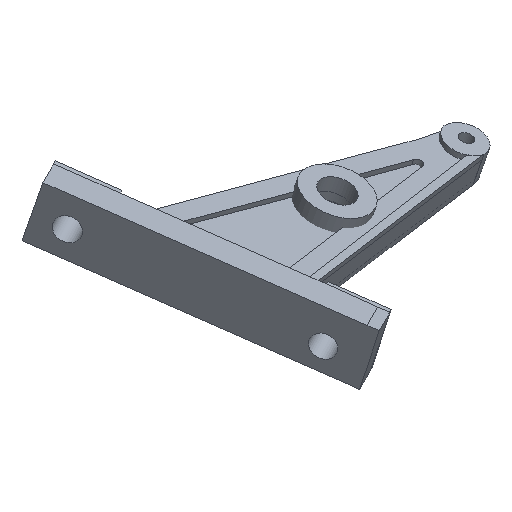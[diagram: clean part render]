
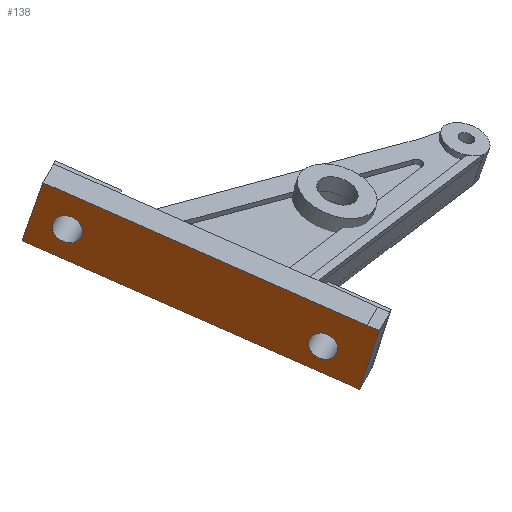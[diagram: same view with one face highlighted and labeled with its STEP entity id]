
A CAD part, front view. The second image highlights one B-rep face of the part: STEP entity #138.
In plain terms, the highlighted planar face has unit normal (-0.29, -0.808, -0.513).
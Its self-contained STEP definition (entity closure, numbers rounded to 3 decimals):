
#138=ADVANCED_FACE('',(#275,#276,#277),#278,.F.);
#275=FACE_BOUND('',#440,.T.);
#276=FACE_BOUND('',#441,.T.);
#277=FACE_OUTER_BOUND('',#442,.T.);
#278=PLANE('',#443);
#440=EDGE_LOOP('',(#888));
#441=EDGE_LOOP('',(#889));
#442=EDGE_LOOP('',(#890,#891,#892,#893,#894,#895));
#443=AXIS2_PLACEMENT_3D('',#896,#897,#898);
#888=ORIENTED_EDGE('',*,*,#1188,.T.);
#889=ORIENTED_EDGE('',*,*,#1189,.T.);
#890=ORIENTED_EDGE('',*,*,#1190,.T.);
#891=ORIENTED_EDGE('',*,*,#1191,.T.);
#892=ORIENTED_EDGE('',*,*,#1192,.F.);
#893=ORIENTED_EDGE('',*,*,#1193,.F.);
#894=ORIENTED_EDGE('',*,*,#1194,.T.);
#895=ORIENTED_EDGE('',*,*,#1195,.T.);
#896=CARTESIAN_POINT('',(-24.811,-69.143,-43.851));
#897=DIRECTION('',(0.29,0.808,0.513));
#898=DIRECTION('',(0.957,-0.245,-0.155));
#1188=EDGE_CURVE('',#1449,#1449,#1450,.T.);
#1189=EDGE_CURVE('',#1451,#1451,#1452,.T.);
#1190=EDGE_CURVE('',#1453,#1454,#1455,.T.);
#1191=EDGE_CURVE('',#1454,#1456,#1457,.T.);
#1192=EDGE_CURVE('',#1458,#1456,#1459,.T.);
#1193=EDGE_CURVE('',#1460,#1458,#1461,.T.);
#1194=EDGE_CURVE('',#1460,#1462,#1463,.T.);
#1195=EDGE_CURVE('',#1462,#1453,#1464,.T.);
#1449=VERTEX_POINT('',#1830);
#1450=ELLIPSE('',#1831,6.201,6.199);
#1451=VERTEX_POINT('',#1832);
#1452=ELLIPSE('',#1833,6.054,6.051);
#1453=VERTEX_POINT('',#1834);
#1454=VERTEX_POINT('',#1835);
#1455=LINE('',#1836,#1837);
#1456=VERTEX_POINT('',#1838);
#1457=LINE('',#1839,#1840);
#1458=VERTEX_POINT('',#1841);
#1459=LINE('',#1842,#1843);
#1460=VERTEX_POINT('',#1844);
#1461=LINE('',#1845,#1846);
#1462=VERTEX_POINT('',#1847);
#1463=LINE('',#1848,#1849);
#1464=LINE('',#1850,#1851);
#1830=CARTESIAN_POINT('',(-54.102,-68.434,-28.396));
#1831=AXIS2_PLACEMENT_3D('',#2137,#2138,#2139);
#1832=CARTESIAN_POINT('',(46.54,-75.29,-74.53));
#1833=AXIS2_PLACEMENT_3D('',#2140,#2141,#2142);
#1834=CARTESIAN_POINT('',(66.036,-83.497,-72.621));
#1835=CARTESIAN_POINT('',(61.167,-83.101,-70.49));
#1836=CARTESIAN_POINT('',(66.036,-83.497,-72.621));
#1837=VECTOR('',#2143,1.0);
#1838=CARTESIAN_POINT('',(-66.326,-72.938,-14.378));
#1839=CARTESIAN_POINT('',(61.167,-83.101,-70.49));
#1840=VECTOR('',#2144,1.0);
#1841=CARTESIAN_POINT('',(-74.578,-55.464,-37.262));
#1842=CARTESIAN_POINT('',(-74.578,-55.464,-37.262));
#1843=VECTOR('',#2145,1.0);
#1844=CARTESIAN_POINT('',(52.581,-65.601,-93.227));
#1845=CARTESIAN_POINT('',(52.581,-65.601,-93.227));
#1846=VECTOR('',#2146,1.0);
#1847=CARTESIAN_POINT('',(58.237,-66.015,-95.774));
#1848=CARTESIAN_POINT('',(52.581,-65.601,-93.227));
#1849=VECTOR('',#2147,1.0);
#1850=CARTESIAN_POINT('',(58.237,-66.015,-95.774));
#1851=VECTOR('',#2148,1.0);
#2137=CARTESIAN_POINT('',(-56.72,-64.783,-32.671));
#2138=DIRECTION('',(0.29,0.808,0.513));
#2139=DIRECTION('',(0.422,-0.589,0.689));
#2140=CARTESIAN_POINT('',(43.985,-71.727,-78.704));
#2141=DIRECTION('',(0.29,0.808,0.513));
#2142=DIRECTION('',(0.422,-0.589,0.689));
#2143=DIRECTION('',(-0.914,0.074,0.4));
#2144=DIRECTION('',(-0.913,0.073,0.402));
#2145=DIRECTION('',(0.275,-0.583,0.764));
#2146=DIRECTION('',(-0.913,0.073,0.402));
#2147=DIRECTION('',(0.91,-0.067,-0.41));
#2148=DIRECTION('',(0.26,-0.582,0.771));
